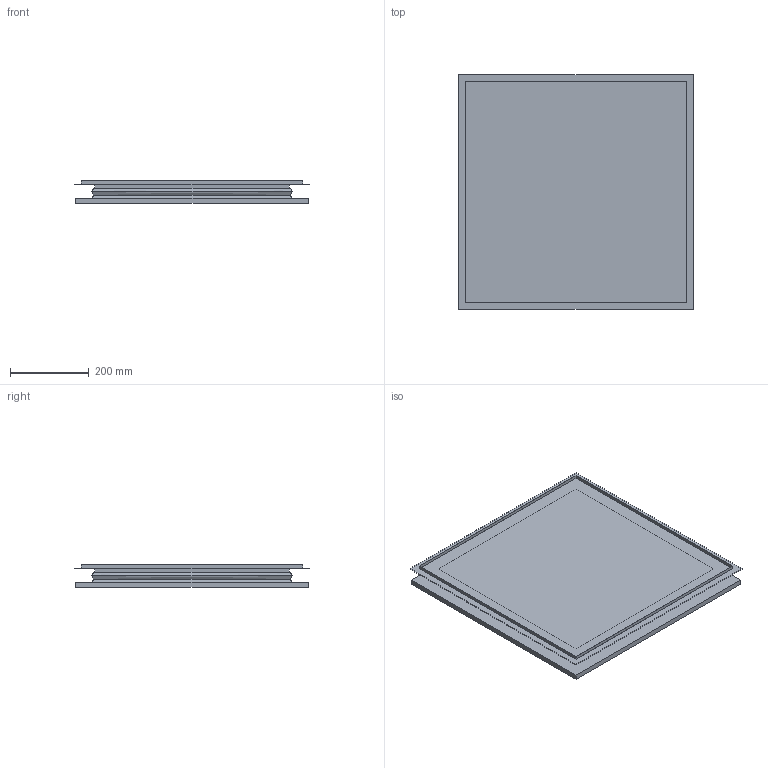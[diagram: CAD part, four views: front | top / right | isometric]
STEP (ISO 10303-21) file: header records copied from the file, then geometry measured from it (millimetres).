
FILE_DESCRIPTION(/* description */ (''),/* implementation_level */ '2;1');
FILE_NAME(/* name */ '10000098307n3p000_00.stp',/* time_stamp */ '2022-02-03T07:33:28+01:00',/* author */ (''),/* organization */ (''),/* preprocessor_version */ 'ST-DEVELOPER v15',/* originating_system */ 'SIEMENS PLM Software NX 9.0',/* authorisation */ '');
FILE_SCHEMA (('AUTOMOTIVE_DESIGN { 1 0 10303 214 3 1 1 1 }'));
Length unit declared in the file: millimetre
Products named in the file (1): 10000098307n3p000_00
Bounding box: 595.5 x 595.5 x 56.52 mm (x, y, z)
Volume: 12929412.1 mm3; surface area: 1507046.2 mm2
Topology: 1 solids, 2 shells, 49 faces, 108 edges, 68 vertices
Faces by surface type: plane 37, extrusion 12
Entity records: 1536 total; most frequent: CARTESIAN_POINT 458, ORIENTED_EDGE 216, DIRECTION 184, EDGE_CURVE 108, VECTOR 108, LINE 96, VERTEX_POINT 68, EDGE_LOOP 54
